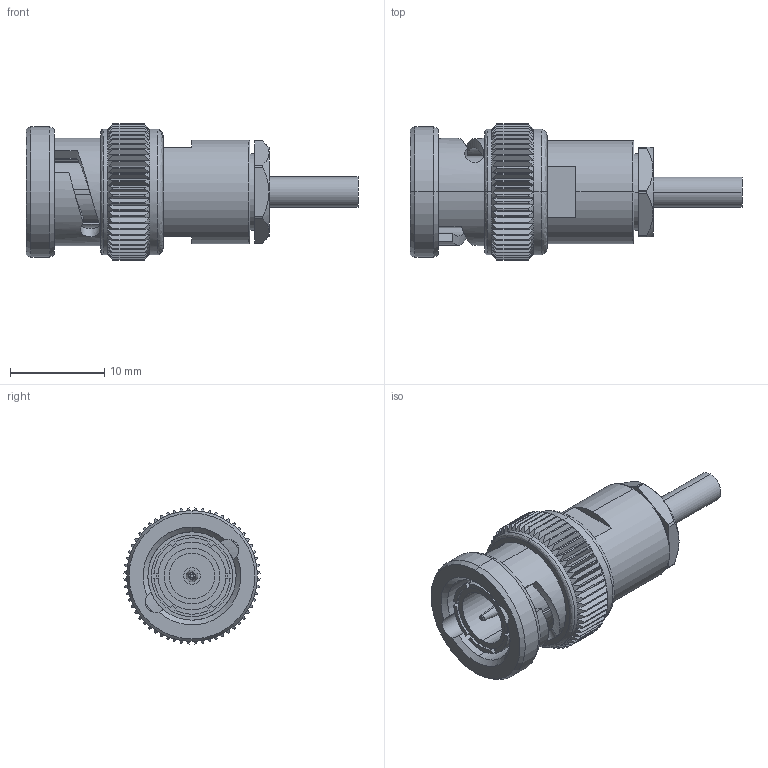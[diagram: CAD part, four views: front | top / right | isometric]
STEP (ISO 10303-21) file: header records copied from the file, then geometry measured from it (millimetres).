
FILE_DESCRIPTION (( 'STEP AP203' ), '1' );
FILE_NAME ('PE4643.step', '2018-05-22T15:43:11', ( '' ), ( '' ), 'SwSTEP 2.0', 'SolidWorks 2017', '' );
FILE_SCHEMA (( 'CONFIG_CONTROL_DESIGN' ));
Length unit declared in the file: inch
Products named in the file (1): PE4643
Bounding box: 35.31 x 14.46 x 14.46 mm (x, y, z)
Volume: 2484.9 mm3; surface area: 2592.7 mm2
Topology: 1 solids, 2 shells, 470 faces, 1079 edges, 626 vertices
Faces by surface type: plane 181, cone 145, cylinder 128, bspline 12, torus 4
Entity records: 14554 total; most frequent: CARTESIAN_POINT 4252, ORIENTED_EDGE 2158, DIRECTION 2131, EDGE_CURVE 1079, AXIS2_PLACEMENT_3D 891, VERTEX_POINT 626, EDGE_LOOP 487, FACE_OUTER_BOUND 470
